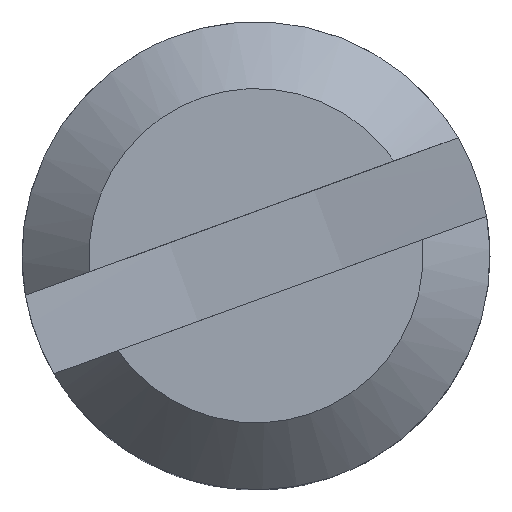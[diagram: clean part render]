
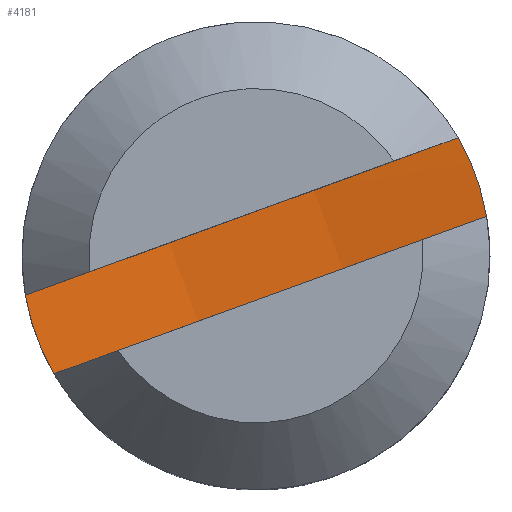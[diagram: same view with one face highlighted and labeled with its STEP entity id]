
A CAD part, top view. The second image highlights one B-rep face of the part: STEP entity #4181.
In plain terms, the highlighted free-form (B-spline) face has degree [1, 2] with [2, 3] control points.
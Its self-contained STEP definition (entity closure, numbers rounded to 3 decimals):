
#861=CARTESIAN_POINT('',(6.045,3.53,18.179));
#862=VERTEX_POINT('',#861);
#868=CARTESIAN_POINT('',(6.9,1.181,18.179));
#869=VERTEX_POINT('',#868);
#870=CARTESIAN_POINT('',(6.045,3.53,18.179));
#871=CARTESIAN_POINT('',(6.258,3.165,18.19));
#872=CARTESIAN_POINT('',(6.613,2.407,18.2));
#873=CARTESIAN_POINT('',(6.828,1.598,18.19));
#874=CARTESIAN_POINT('',(6.9,1.181,18.179));
#875=B_SPLINE_CURVE_WITH_KNOTS('',3,(#870,#871,#872,#873,#874),.UNSPECIFIED.,.F.,.U.,(4,1,4),(0.0,0.5,1.0),.UNSPECIFIED.);
#876=EDGE_CURVE('',#862,#869,#875,.T.);
#949=CARTESIAN_POINT('',(-6.045,-3.53,18.179));
#950=VERTEX_POINT('',#949);
#956=CARTESIAN_POINT('',(-6.9,-1.181,18.179));
#957=VERTEX_POINT('',#956);
#958=CARTESIAN_POINT('',(-6.045,-3.53,18.179));
#959=CARTESIAN_POINT('',(-6.258,-3.165,18.19));
#960=CARTESIAN_POINT('',(-6.613,-2.407,18.2));
#961=CARTESIAN_POINT('',(-6.828,-1.598,18.19));
#962=CARTESIAN_POINT('',(-6.9,-1.181,18.179));
#963=B_SPLINE_CURVE_WITH_KNOTS('',3,(#958,#959,#960,#961,#962),.UNSPECIFIED.,.F.,.U.,(4,1,4),(0.0,0.5,1.0),.UNSPECIFIED.);
#964=EDGE_CURVE('',#950,#957,#963,.T.);
#4066=CARTESIAN_POINT('',(-6.045,-3.53,18.179));
#4067=CARTESIAN_POINT('',(0.428,-1.175,17.221));
#4068=CARTESIAN_POINT('',(6.9,1.181,18.179));
#4076=(BOUNDED_CURVE()B_SPLINE_CURVE(2,(#4066,#4067,#4068),.UNSPECIFIED.,.F.,.U.)CURVE()GEOMETRIC_REPRESENTATION_ITEM()QUASI_UNIFORM_CURVE()RATIONAL_B_SPLINE_CURVE((1.0,0.99,1.0))REPRESENTATION_ITEM(''));
#4077=EDGE_CURVE('',#950,#869,#4076,.T.);
#4145=CARTESIAN_POINT('',(-6.9,-1.181,18.179));
#4146=CARTESIAN_POINT('',(-0.428,1.175,17.221));
#4147=CARTESIAN_POINT('',(6.045,3.53,18.179));
#4155=(BOUNDED_CURVE()B_SPLINE_CURVE(2,(#4145,#4146,#4147),.UNSPECIFIED.,.F.,.U.)CURVE()GEOMETRIC_REPRESENTATION_ITEM()QUASI_UNIFORM_CURVE()RATIONAL_B_SPLINE_CURVE((1.0,0.99,1.0))REPRESENTATION_ITEM(''));
#4156=EDGE_CURVE('',#957,#862,#4155,.T.);
#4161=CARTESIAN_POINT('',(6.779,3.864,18.298));
#4162=CARTESIAN_POINT('',(7.677,1.396,18.298));
#4163=CARTESIAN_POINT('',(-0.449,1.233,17.1));
#4164=CARTESIAN_POINT('',(0.449,-1.235,17.1));
#4165=CARTESIAN_POINT('',(-7.676,-1.397,18.298));
#4166=CARTESIAN_POINT('',(-6.778,-3.865,18.298));
#4174=(BOUNDED_SURFACE()B_SPLINE_SURFACE(1,2,((#4161,#4163,#4165),(#4162,#4164,#4166)),.UNSPECIFIED.,.F.,.F.,.U.)B_SPLINE_SURFACE_WITH_KNOTS((2,2),(3,3),(0.0,2.627),(1.379,16.854),.UNSPECIFIED.)GEOMETRIC_REPRESENTATION_ITEM()RATIONAL_B_SPLINE_SURFACE(((0.998,0.986,0.997),(0.998,0.986,0.997)))REPRESENTATION_ITEM('')SURFACE());
#4175=ORIENTED_EDGE('',*,*,#4156,.F.);
#4176=ORIENTED_EDGE('',*,*,#964,.F.);
#4177=ORIENTED_EDGE('',*,*,#4077,.T.);
#4178=ORIENTED_EDGE('',*,*,#876,.F.);
#4179=EDGE_LOOP('',(#4175,#4176,#4177,#4178));
#4180=FACE_OUTER_BOUND('',#4179,.T.);
#4181=ADVANCED_FACE('',(#4180),#4174,.F.);
